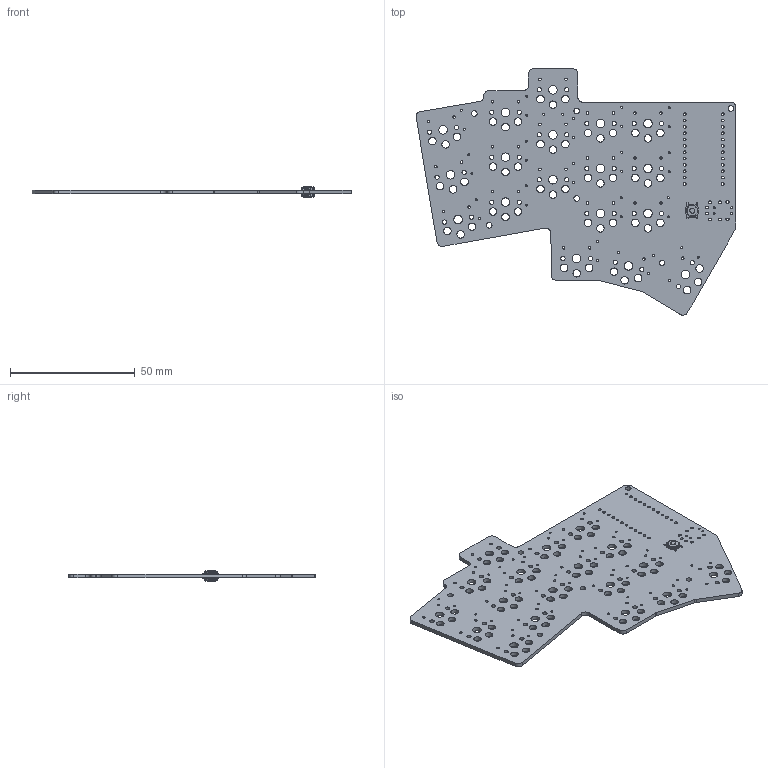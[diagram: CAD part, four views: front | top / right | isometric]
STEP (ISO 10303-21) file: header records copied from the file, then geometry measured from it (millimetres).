
FILE_DESCRIPTION(('KiCad electronic assembly'),'2;1');
FILE_NAME('split36_r2.0.step','2024-07-03T11:41:47',('Pcbnew'),('Kicad') ,'Open CASCADE STEP processor 7.8','KiCad to STEP converter','Unknown' );
FILE_SCHEMA(('AUTOMOTIVE_DESIGN { 1 0 10303 214 1 1 1 1 }'));
Length unit declared in the file: millimetre
Products named in the file (4): split36_r2.0 1; SW_SPST_TL3342; split36_r2.0_PCB
Assembly tree (4 placements, depth 3):
  split36_r2.0 1
    SW_SPST_TL3342  x2
      SW_SPST_TL3342
    split36_r2.0_PCB
Bounding box: 128.06 x 98.72 x 4.78 mm (x, y, z)
Volume: 12394.7 mm3; surface area: 18288.2 mm2
Topology: 3 solids, 5 shells, 666 faces, 1868 edges, 1226 vertices
Faces by surface type: cylinder 319, plane 313, bspline 32, torus 2
Full cylindrical faces by diameter (mm): 0.8 x40, 0.991 x36, 1.092 x24, 1.702 x36, 2 x2, 2.2 x6, 3 x54, 3.429 x18
Entity records: 18712 total; most frequent: CARTESIAN_POINT 3640, DIRECTION 2793, ORIENTED_EDGE 2702, EDGE_CURVE 1351, AXIS2_PLACEMENT_3D 1028, FACE_BOUND 926, EDGE_LOOP 926, VERTEX_POINT 891
